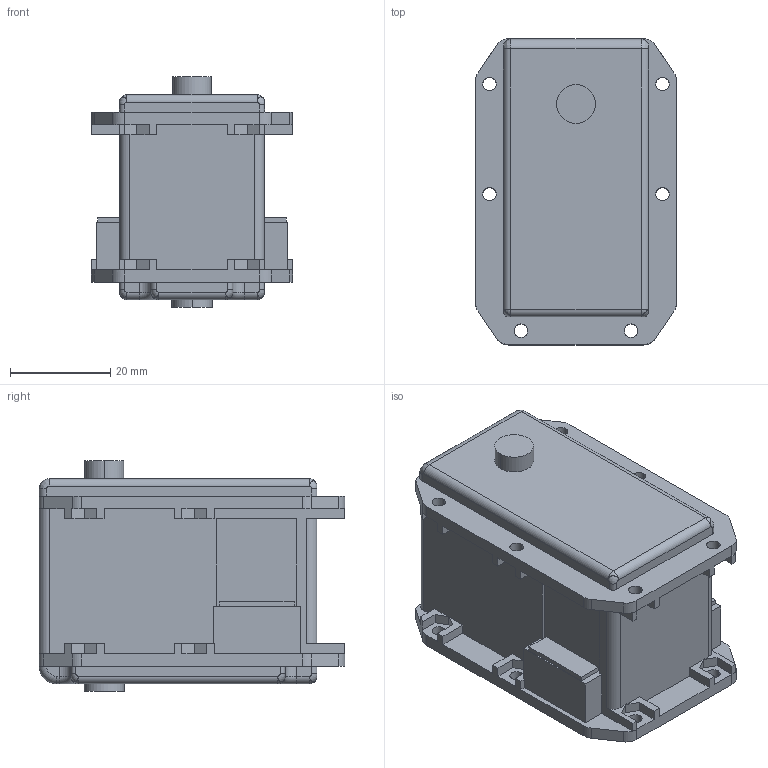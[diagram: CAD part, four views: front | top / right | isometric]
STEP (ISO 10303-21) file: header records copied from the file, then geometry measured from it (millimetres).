
FILE_DESCRIPTION((''),'2;1');
FILE_NAME('DC05_00A_DUMMY1','2011-11-08T',('Andy'),(''),'PRO/ENGINEER BY PARAMETRIC TECHNOLOGY CORPORATION, 2009060','PRO/ENGINEER BY PARAMETRIC TECHNOLOGY CORPORATION, 2009060','');
FILE_SCHEMA(('CONFIG_CONTROL_DESIGN'));
Length unit declared in the file: millimetre
Products named in the file (1): DC05_00A_DUMMY1
Bounding box: 40.2 x 61.1 x 46.1 mm (x, y, z)
Volume: 70597.6 mm3; surface area: 14077.9 mm2
Topology: 1 solids, 1 shells, 313 faces, 836 edges, 532 vertices
Faces by surface type: plane 205, cylinder 84, bspline 10, sphere 8, torus 6
Entity records: 10144 total; most frequent: CARTESIAN_POINT 2191, ORIENTED_EDGE 1672, DIRECTION 1604, EDGE_CURVE 836, VECTOR 626, LINE 626, VERTEX_POINT 532, AXIS2_PLACEMENT_3D 489
